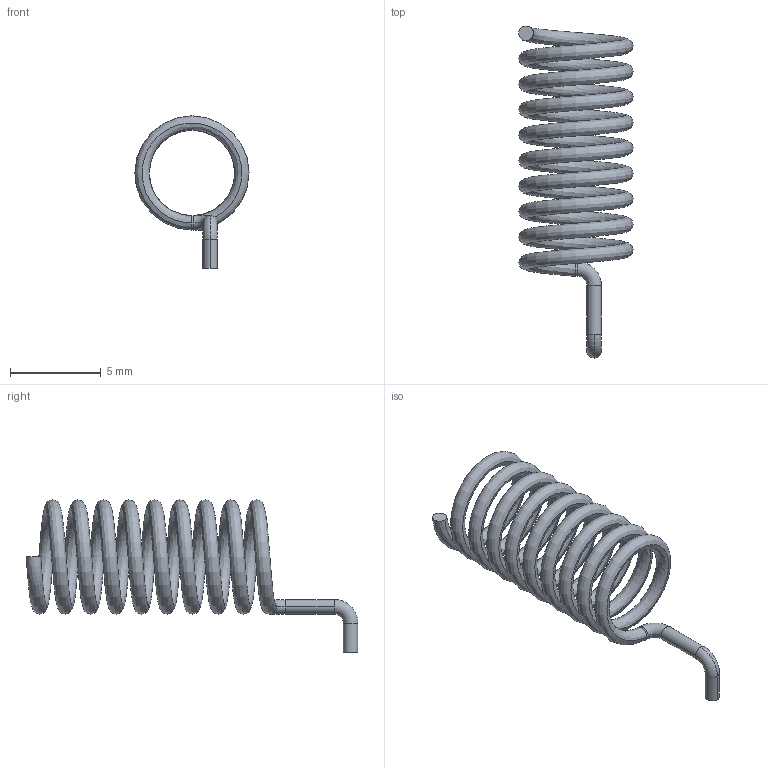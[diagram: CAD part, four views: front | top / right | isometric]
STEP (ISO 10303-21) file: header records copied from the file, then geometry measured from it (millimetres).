
FILE_DESCRIPTION(('FreeCAD Model'),'2;1');
FILE_NAME('User Library-SW868-TH13.step', '2017-12-11T18:42:37',('Author'),(''), 'Open CASCADE STEP processor 6.8','FreeCAD','Unknown');
FILE_SCHEMA(('AUTOMOTIVE_DESIGN_CC2 { 1 2 10303 214 -1 1 5 4 }'));
Length unit declared in the file: inch
Products named in the file (2): ASSEMBLY; User_Library-SW868-TH13
Assembly tree (1 placements, depth 2):
  ASSEMBLY
    User_Library-SW868-TH13
Bounding box: 6.3 x 18.3 x 8.4 mm (x, y, z)
Volume: 84 mm3; surface area: 421.4 mm2
Topology: 1 solids, 1 shells, 14 faces, 28 edges, 16 vertices
Faces by surface type: cylinder 6, torus 4, bspline 2, plane 2
Entity records: 4527 total; most frequent: CARTESIAN_POINT 3896, DIRECTION 78, ORIENTED_EDGE 56, PCURVE 56, DEFINITIONAL_REPRESENTATION 56, B_SPLINE_CURVE_WITH_KNOTS 52, AXIS2_PLACEMENT_3D 34, EDGE_CURVE 28
